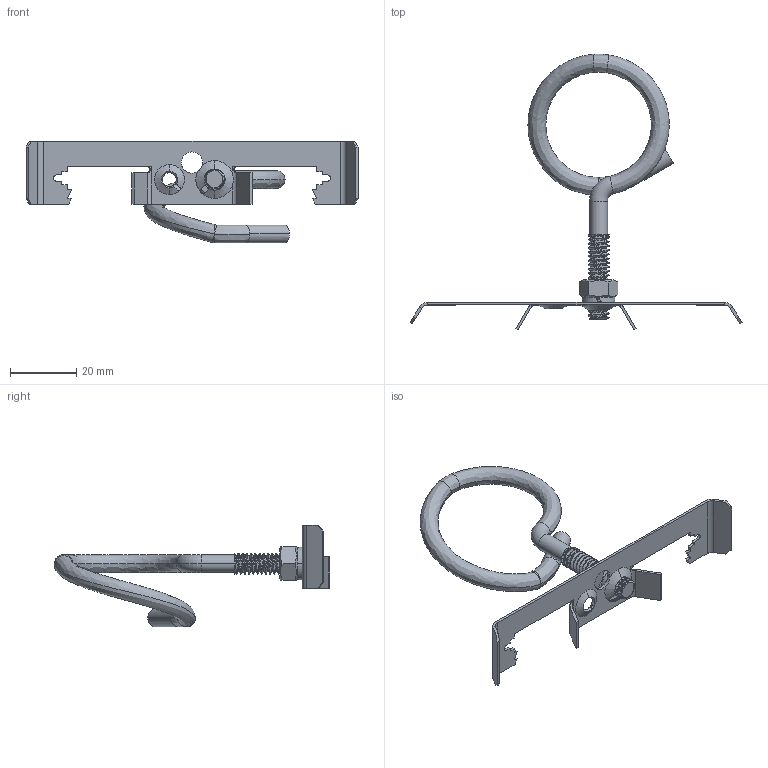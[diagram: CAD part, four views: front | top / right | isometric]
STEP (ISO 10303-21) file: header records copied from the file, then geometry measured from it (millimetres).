
FILE_DESCRIPTION (( 'STEP AP203' ), '1' );
FILE_NAME ('WBR125BW34.STEP', '2024-04-23T05:36:28', ( '' ), ( '' ), 'SwSTEP 2.0', 'SolidWorks 2021', '' );
FILE_SCHEMA (( 'CONFIG_CONTROL_DESIGN' ));
Length unit declared in the file: millimetre
Products named in the file (5): BR125; hex nuts, style 1-grades ab gb_GB_FASTENER_NUT_SNAB1 M6-N; WBR125BW34; spring lock washers--normal type gb_GB_FASTENER_WASHER_SW 6; BW34
Assembly tree (4 placements, depth 2):
  WBR125BW34
    BR125
    BW34
    spring lock washers--normal type gb_GB_FASTENER_WASHER_SW 6
    hex nuts, style 1-grades ab gb_GB_FASTENER_NUT_SNAB1 M6-N
Bounding box: 100 x 82.98 x 30.7 mm (x, y, z)
Volume: 5820.6 mm3; surface area: 7351.3 mm2
Topology: 4 solids, 4 shells, 217 faces, 589 edges, 371 vertices
Faces by surface type: plane 92, cylinder 81, cone 27, bspline 15, torus 2
Entity records: 17359 total; most frequent: CARTESIAN_POINT 11720, ORIENTED_EDGE 1170, DIRECTION 968, EDGE_CURVE 585, VERTEX_POINT 371, AXIS2_PLACEMENT_3D 341, LINE 286, VECTOR 286
